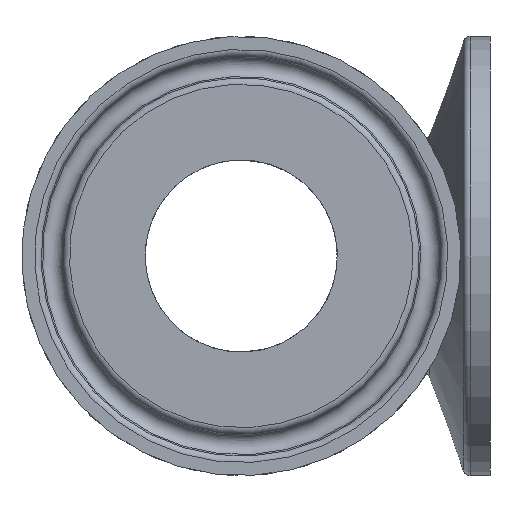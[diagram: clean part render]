
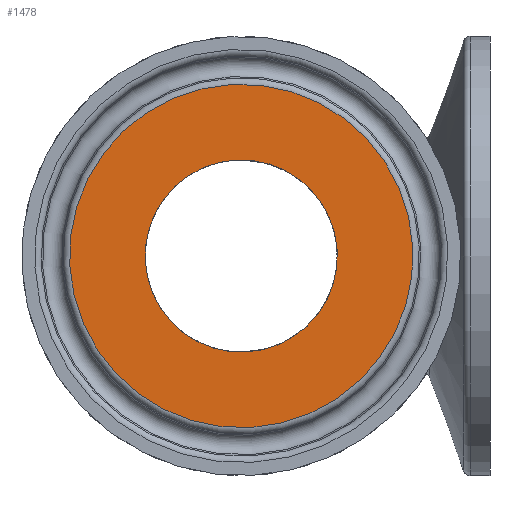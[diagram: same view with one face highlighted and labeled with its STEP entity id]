
A CAD part, left-side view. The second image highlights one B-rep face of the part: STEP entity #1478.
In plain terms, the highlighted face is planar.
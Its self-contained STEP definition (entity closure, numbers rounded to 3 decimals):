
#1444=CARTESIAN_POINT('',(19.747,0.,0.0));
#1445=VERTEX_POINT('',#1444);
#1446=CARTESIAN_POINT('',(0.0,0.,0.0));
#1447=DIRECTION('',(0.0,-1.0,0.0));
#1448=DIRECTION('',(1.0,0.0,0.0));
#1449=AXIS2_PLACEMENT_3D('',#1446,#1447,#1448);
#1450=CIRCLE('',#1449,19.747);
#1451=EDGE_CURVE('',#1445,#1445,#1450,.T.);
#1459=CARTESIAN_POINT('',(15.399,0.,0.0));
#1460=DIRECTION('',(0.0,-1.0,0.0));
#1461=DIRECTION('',(0.0,0.0,-1.0));
#1462=AXIS2_PLACEMENT_3D('',#1459,#1460,#1461);
#1463=PLANE('',#1462);
#1464=ORIENTED_EDGE('',*,*,#1451,.T.);
#1465=EDGE_LOOP('',(#1464));
#1466=FACE_OUTER_BOUND('',#1465,.T.);
#1467=CARTESIAN_POINT('',(11.05,0.,0.0));
#1468=VERTEX_POINT('',#1467);
#1469=CARTESIAN_POINT('',(0.0,0.,0.0));
#1470=DIRECTION('',(0.0,-1.0,0.0));
#1471=DIRECTION('',(1.0,0.0,0.0));
#1472=AXIS2_PLACEMENT_3D('',#1469,#1470,#1471);
#1473=CIRCLE('',#1472,11.05);
#1474=EDGE_CURVE('',#1468,#1468,#1473,.T.);
#1475=ORIENTED_EDGE('',*,*,#1474,.F.);
#1476=EDGE_LOOP('',(#1475));
#1477=FACE_BOUND('',#1476,.T.);
#1478=ADVANCED_FACE('',(#1466,#1477),#1463,.T.);
